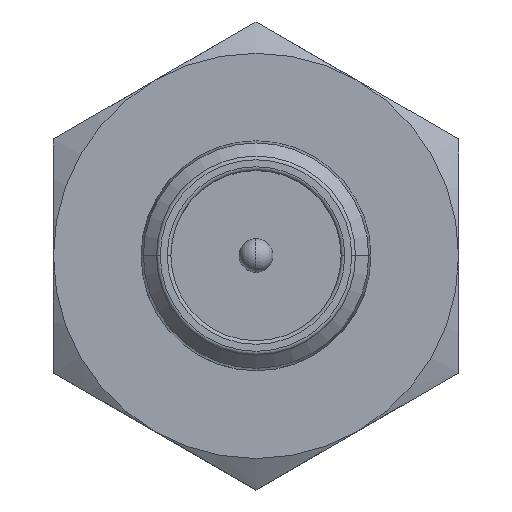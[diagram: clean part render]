
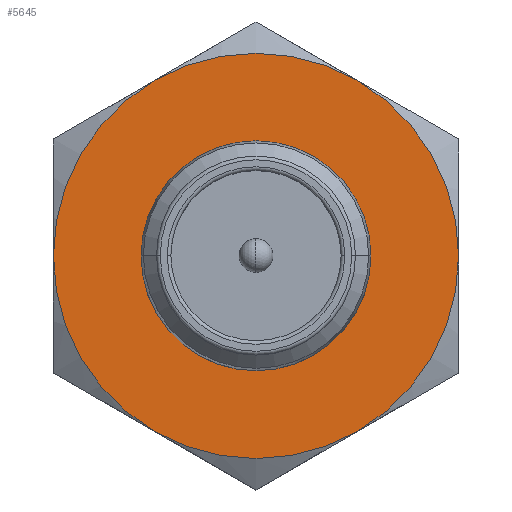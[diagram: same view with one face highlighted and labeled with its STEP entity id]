
A CAD part, top view. The second image highlights one B-rep face of the part: STEP entity #5645.
In plain terms, the highlighted planar face has unit normal (0, 0, 1).
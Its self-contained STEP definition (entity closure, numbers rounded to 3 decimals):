
#28 = EDGE_LOOP ( 'NONE', ( #8337, #4148 ) ) ;
#112 = DIRECTION ( 'NONE',  ( 1., 0., 0. ) ) ;
#137 = CARTESIAN_POINT ( 'NONE',  ( 0., 0., -5.6 ) ) ;
#138 = AXIS2_PLACEMENT_3D ( 'NONE', #3564, #3532, #615 ) ;
#142 = DIRECTION ( 'NONE',  ( 1., 0., 0. ) ) ;
#185 = FACE_OUTER_BOUND ( 'NONE', #4251, .T. ) ;
#195 = DIRECTION ( 'NONE',  ( 0., 0., 1. ) ) ;
#234 = DIRECTION ( 'NONE',  ( 0., 0., 1. ) ) ;
#277 = CARTESIAN_POINT ( 'NONE',  ( 0., 0., -5.6 ) ) ;
#320 = CARTESIAN_POINT ( 'NONE',  ( 2.75, 4.763, -5.6 ) ) ;
#355 = VERTEX_POINT ( 'NONE', #1160 ) ;
#591 = AXIS2_PLACEMENT_3D ( 'NONE', #4120, #4091, #4059 ) ;
#615 = DIRECTION ( 'NONE',  ( 1., 0., 0. ) ) ;
#683 = CARTESIAN_POINT ( 'NONE',  ( -2.75, -4.763, -5.6 ) ) ;
#828 = DIRECTION ( 'NONE',  ( -1., 0., 0. ) ) ;
#855 = DIRECTION ( 'NONE',  ( 0., 0., -1. ) ) ;
#864 = CARTESIAN_POINT ( 'NONE',  ( 0., 2.7, -5.6 ) ) ;
#1160 = CARTESIAN_POINT ( 'NONE',  ( 5.5, 0., -5.6 ) ) ;
#1324 = CARTESIAN_POINT ( 'NONE',  ( 0., 0., -5.6 ) ) ;
#1325 = PLANE ( 'NONE',  #6389 ) ;
#1356 = VERTEX_POINT ( 'NONE', #5807 ) ;
#1358 = CARTESIAN_POINT ( 'NONE',  ( -2.9, 0., -5.6 ) ) ;
#1631 = AXIS2_PLACEMENT_3D ( 'NONE', #2549, #3988, #2535 ) ;
#1647 = DIRECTION ( 'NONE',  ( 1., 0., 0. ) ) ;
#1700 = EDGE_CURVE ( 'NONE', #7075, #6415, #8365, .T. ) ;
#1919 = CIRCLE ( 'NONE', #591, 2.9 ) ;
#2080 = EDGE_CURVE ( 'NONE', #7839, #8144, #4310, .T. ) ;
#2177 = AXIS2_PLACEMENT_3D ( 'NONE', #2781, #195, #1647 ) ;
#2418 = AXIS2_PLACEMENT_3D ( 'NONE', #137, #5522, #112 ) ;
#2535 = DIRECTION ( 'NONE',  ( -1., 0., 0. ) ) ;
#2549 = CARTESIAN_POINT ( 'NONE',  ( 0., 0., -5.6 ) ) ;
#2679 = AXIS2_PLACEMENT_3D ( 'NONE', #1324, #8060, #8009 ) ;
#2681 = VERTEX_POINT ( 'NONE', #6132 ) ;
#2781 = CARTESIAN_POINT ( 'NONE',  ( 0., 0., -5.6 ) ) ;
#3080 = ORIENTED_EDGE ( 'NONE', *, *, #3661, .T. ) ;
#3532 = DIRECTION ( 'NONE',  ( 0., 0., 1. ) ) ;
#3564 = CARTESIAN_POINT ( 'NONE',  ( 0., 0., -5.6 ) ) ;
#3613 = ORIENTED_EDGE ( 'NONE', *, *, #5896, .T. ) ;
#3661 = EDGE_CURVE ( 'NONE', #8144, #1356, #5944, .T. ) ;
#3691 = FACE_BOUND ( 'NONE', #28, .T. ) ;
#3930 = CARTESIAN_POINT ( 'NONE',  ( -5.5, 0., -5.6 ) ) ;
#3988 = DIRECTION ( 'NONE',  ( 0., 0., -1. ) ) ;
#4059 = DIRECTION ( 'NONE',  ( -1., 0., 0. ) ) ;
#4064 = ORIENTED_EDGE ( 'NONE', *, *, #2080, .T. ) ;
#4091 = DIRECTION ( 'NONE',  ( 0., 0., -1. ) ) ;
#4120 = CARTESIAN_POINT ( 'NONE',  ( 0., 0., -5.6 ) ) ;
#4148 = ORIENTED_EDGE ( 'NONE', *, *, #4795, .T. ) ;
#4184 = CIRCLE ( 'NONE', #1631, 2.9 ) ;
#4251 = EDGE_LOOP ( 'NONE', ( #3613, #4645, #4753, #4064, #3080, #6626 ) ) ;
#4310 = CIRCLE ( 'NONE', #2177, 5.5 ) ;
#4645 = ORIENTED_EDGE ( 'NONE', *, *, #1700, .T. ) ;
#4753 = ORIENTED_EDGE ( 'NONE', *, *, #6478, .T. ) ;
#4795 = EDGE_CURVE ( 'NONE', #2681, #5959, #1919, .T. ) ;
#5109 = CIRCLE ( 'NONE', #5872, 5.5 ) ;
#5160 = EDGE_CURVE ( 'NONE', #1356, #355, #8336, .T. ) ;
#5522 = DIRECTION ( 'NONE',  ( 0., 0., 1. ) ) ;
#5645 = ADVANCED_FACE ( 'NONE', ( #3691, #185 ), #1325, .F. ) ;
#5807 = CARTESIAN_POINT ( 'NONE',  ( 2.75, -4.763, -5.6 ) ) ;
#5872 = AXIS2_PLACEMENT_3D ( 'NONE', #6250, #6240, #6233 ) ;
#5896 = EDGE_CURVE ( 'NONE', #355, #7075, #8185, .T. ) ;
#5944 = CIRCLE ( 'NONE', #138, 5.5 ) ;
#5959 = VERTEX_POINT ( 'NONE', #1358 ) ;
#6132 = CARTESIAN_POINT ( 'NONE',  ( 2.9, 0., -5.6 ) ) ;
#6233 = DIRECTION ( 'NONE',  ( 1., 0., 0. ) ) ;
#6240 = DIRECTION ( 'NONE',  ( 0., 0., 1. ) ) ;
#6250 = CARTESIAN_POINT ( 'NONE',  ( 0., 0., -5.6 ) ) ;
#6389 = AXIS2_PLACEMENT_3D ( 'NONE', #864, #855, #828 ) ;
#6415 = VERTEX_POINT ( 'NONE', #7198 ) ;
#6478 = EDGE_CURVE ( 'NONE', #6415, #7839, #5109, .T. ) ;
#6626 = ORIENTED_EDGE ( 'NONE', *, *, #5160, .T. ) ;
#7075 = VERTEX_POINT ( 'NONE', #320 ) ;
#7198 = CARTESIAN_POINT ( 'NONE',  ( -2.75, 4.763, -5.6 ) ) ;
#7809 = AXIS2_PLACEMENT_3D ( 'NONE', #277, #234, #142 ) ;
#7839 = VERTEX_POINT ( 'NONE', #3930 ) ;
#7900 = EDGE_CURVE ( 'NONE', #5959, #2681, #4184, .T. ) ;
#8009 = DIRECTION ( 'NONE',  ( 1., 0., 0. ) ) ;
#8060 = DIRECTION ( 'NONE',  ( 0., 0., 1. ) ) ;
#8144 = VERTEX_POINT ( 'NONE', #683 ) ;
#8185 = CIRCLE ( 'NONE', #7809, 5.5 ) ;
#8336 = CIRCLE ( 'NONE', #2418, 5.5 ) ;
#8337 = ORIENTED_EDGE ( 'NONE', *, *, #7900, .T. ) ;
#8365 = CIRCLE ( 'NONE', #2679, 5.5 ) ;
